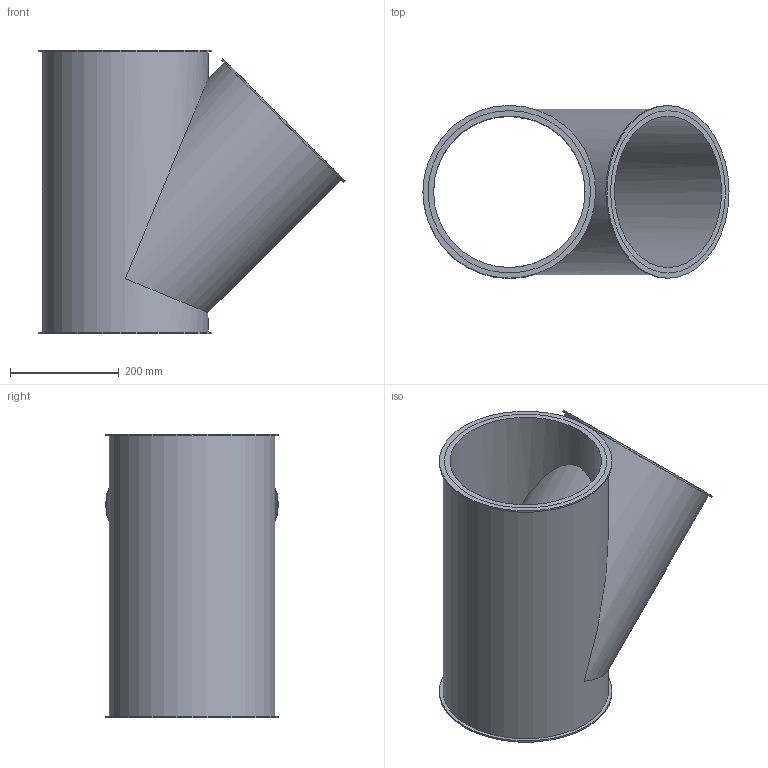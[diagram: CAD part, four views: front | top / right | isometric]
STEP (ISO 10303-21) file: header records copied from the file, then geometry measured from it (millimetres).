
FILE_DESCRIPTION(/* description */ (''),/* implementation_level */ '2;1');
FILE_NAME(/* name */ '4018008015668-Gabelstück APS_Ø304x3-1x45°.stp',/* time_stamp */ '2015-01-08T08:00:22+01:00',/* author */ ('Moppl'),/* organization */ (''),/* preprocessor_version */ 'ST-DEVELOPER v15.6',/* originating_system */ 'Autodesk Inventor 2015',/* authorisation */ '');
FILE_SCHEMA (('AUTOMOTIVE_DESIGN { 1 0 10303 214 3 1 1 }'));
Length unit declared in the file: millimetre
Products named in the file (3): 4010008015682-Gabelstück Ø304x3-1x45; 4018008015668-Auskleidung; 4018008015668-Gabelstück APS_Ø304x3-1x45°
Assembly tree (2 placements, depth 2):
  4018008015668-Gabelstück APS_Ø304x3-1x45°
    4010008015682-Gabelstück Ø304x3-1x45
    4018008015668-Auskleidung
Bounding box: 561.9 x 317 x 520 mm (x, y, z)
Volume: 8017804.8 mm3; surface area: 2540871.9 mm2
Topology: 2 solids, 2 shells, 20 faces, 42 edges, 30 vertices
Faces by surface type: cylinder 11, plane 9
Full cylindrical faces by diameter (mm): 278 x2, 298 x4, 304 x2, 317 x3
Entity records: 552 total; most frequent: DIRECTION 102, CARTESIAN_POINT 77, ORIENTED_EDGE 52, AXIS2_PLACEMENT_3D 51, EDGE_LOOP 44, VERTEX_POINT 26, EDGE_CURVE 26, FACE_BOUND 24
